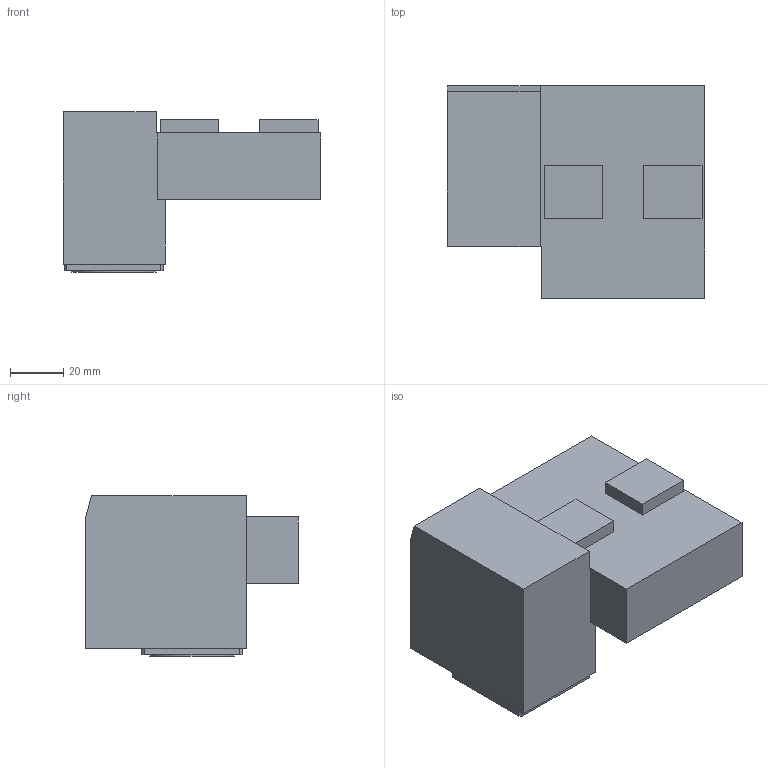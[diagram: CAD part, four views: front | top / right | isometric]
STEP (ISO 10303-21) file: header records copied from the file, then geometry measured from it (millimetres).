
FILE_DESCRIPTION(/* description */ (''),/* implementation_level */ '2;1');
FILE_NAME(/* name */ '1528879676190.stp',/* time_stamp */ '2018-06-13T10:48:01+02:00',/* author */ (''),/* organization */ ('SMS'),/* preprocessor_version */ 'ST-DEVELOPER v15',/* originating_system */ 'SIEMENS PLM Software NX 8.5',/* authorisation */ '');
FILE_SCHEMA (('AUTOMOTIVE_DESIGN { 1 0 10303 214 3 1 1 1 }'));
Length unit declared in the file: millimetre
Products named in the file (1): 201706095mod000_00
Bounding box: 97 x 80 x 60.5 mm (x, y, z)
Volume: 251705.1 mm3; surface area: 31837 mm2
Topology: 1 solids, 1 shells, 45 faces, 108 edges, 72 vertices
Faces by surface type: plane 36, cone 6, cylinder 3
Full cylindrical faces by diameter (mm): 2 x1, 25.2 x1, 32 x1
Entity records: 1382 total; most frequent: CARTESIAN_POINT 281, DIRECTION 218, ORIENTED_EDGE 208, EDGE_CURVE 104, LINE 86, VECTOR 86, VERTEX_POINT 71, AXIS2_PLACEMENT_3D 66
